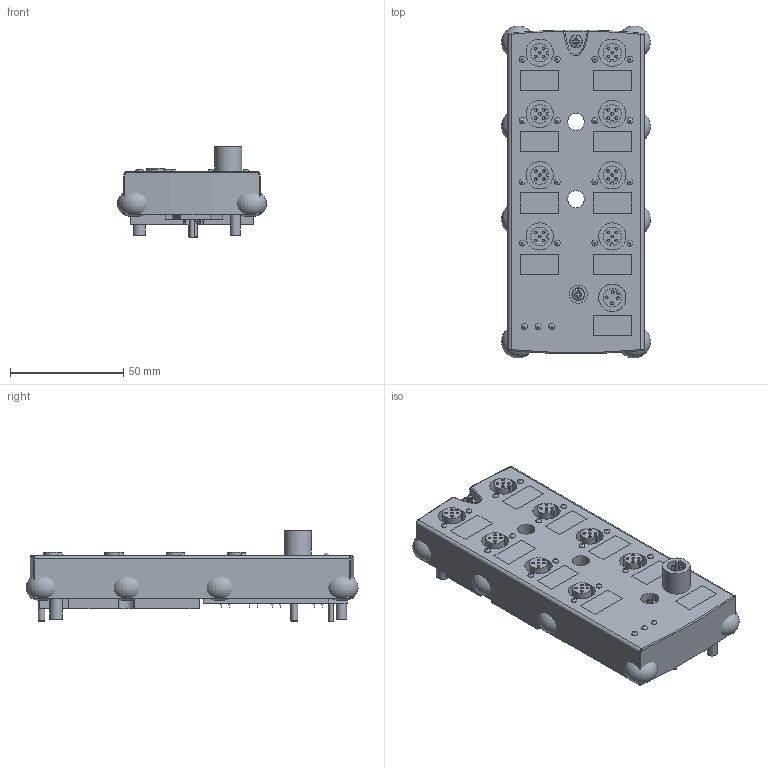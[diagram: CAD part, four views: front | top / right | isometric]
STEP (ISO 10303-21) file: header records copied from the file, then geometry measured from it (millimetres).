
FILE_DESCRIPTION(/* description */ ('Alibre Inc.'),/* implementation_level */ '2;1');
FILE_NAME(/* name */ 'export-232C9121-6530-458E-AF23-99ED6DB8B063',/* time_stamp */ '2020-01-20T14:44:55+01:00',/* author */ (''),/* organization */ (''),/* preprocessor_version */ 'ST-DEVELOPER v17',/* originating_system */ 'Alibre',/* authorisation */ '');
FILE_SCHEMA (('AUTOMOTIVE_DESIGN'));
Length unit declared in the file: centimetre
Products named in the file (8): BENE INOX | 210216-3X30
Bounding box: 65.58 x 146.33 x 40 mm (x, y, z)
Volume: 188330.4 mm3; surface area: 56149.7 mm2
Topology: 48 solids, 50 shells, 992 faces, 2461 edges, 1620 vertices
Faces by surface type: plane 420, cylinder 391, cone 92, torus 75, bspline 7, sphere 6, extrusion 1
Full cylindrical faces by diameter (mm): 1.2 x44, 2 x1, 2.5 x38, 3 x9, 4 x1, 4.5 x1, 5.5 x1, 6 x8, 7.5 x2, 8 x1, 12 x10
Entity records: 12361 total; most frequent: CARTESIAN_POINT 3471, DIRECTION 1750, ORIENTED_EDGE 1568, EDGE_CURVE 784, AXIS2_PLACEMENT_3D 775, VERTEX_POINT 575, FACE_BOUND 547, EDGE_LOOP 531
